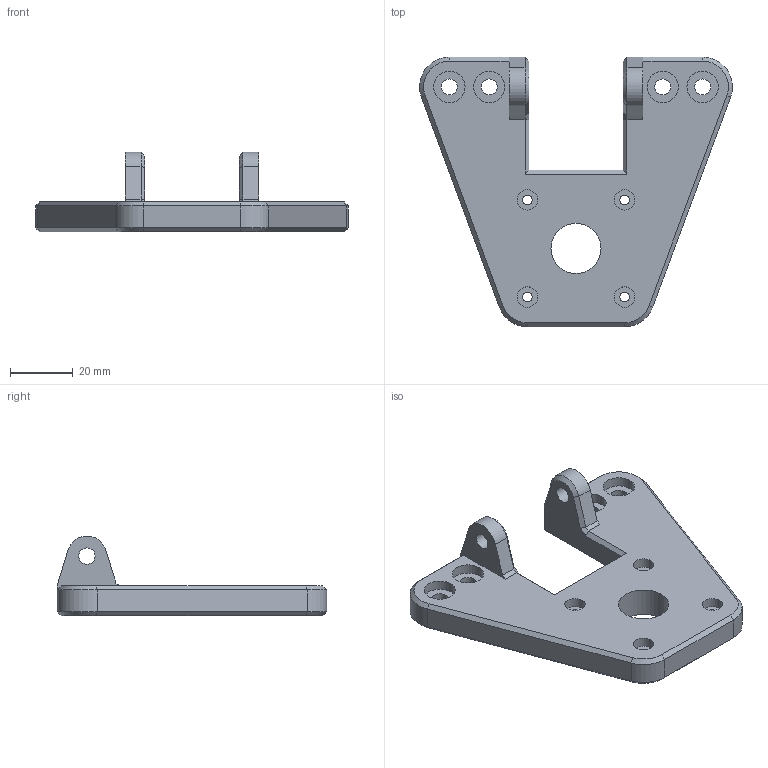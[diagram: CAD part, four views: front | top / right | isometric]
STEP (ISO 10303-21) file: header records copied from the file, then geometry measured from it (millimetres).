
FILE_DESCRIPTION(/* description */ ('STEP AP242','CAx-IF Rec.Pracs.---Representation and Presentation of Product Manufacturing Information (PMI)---4.0---2014-10-13','CAx-IF Rec.Pracs.---3D Tessellated Geometry---0.4---2014-09-14','2;1'),/* implementation_level */ '2;1');
FILE_NAME(/* name */ '6688b8fe3f15a262c2a6e9c2',/* time_stamp */ '2024-07-06T03:24:46Z',/* author */ (''),/* organization */ (''),/* preprocessor_version */ 'ST-DEVELOPER v20',/* originating_system */ ' ',/* authorisation */ ' ');
FILE_SCHEMA (('AP242_MANAGED_MODEL_BASED_3D_ENGINEERING_MIM_LF { 1 0 10303 442 1 1 4 }'));
Length unit declared in the file: metre
Products named in the file (1): Part 5
Bounding box: 99.84 x 86.1 x 25.38 mm (x, y, z)
Volume: 49032.9 mm3; surface area: 16250.4 mm2
Topology: 1 solids, 1 shells, 87 faces, 195 edges, 118 vertices
Faces by surface type: plane 52, cylinder 25, cone 10
Full cylindrical faces by diameter (mm): 3.1 x4, 5.1 x4, 5.2 x2, 6.5 x4, 10 x4, 16 x1
Entity records: 2352 total; most frequent: DIRECTION 412, CARTESIAN_POINT 382, ORIENTED_EDGE 352, EDGE_CURVE 176, AXIS2_PLACEMENT_3D 148, EDGE_LOOP 136, FACE_BOUND 136, VERTEX_POINT 118
